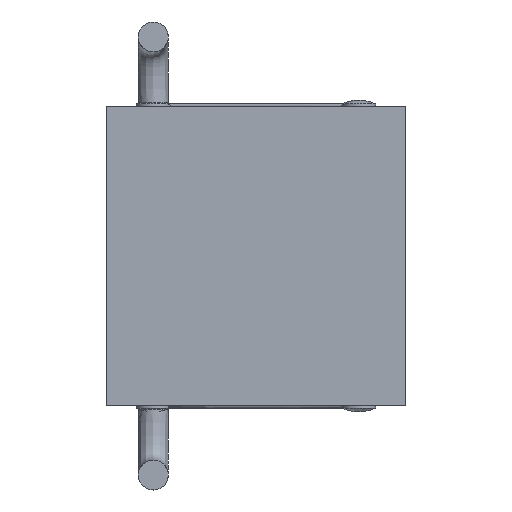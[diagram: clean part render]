
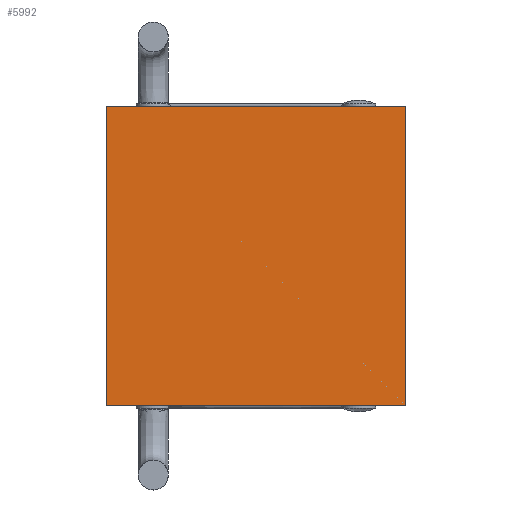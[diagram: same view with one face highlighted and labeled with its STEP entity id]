
A CAD part, front view. The second image highlights one B-rep face of the part: STEP entity #5992.
In plain terms, the highlighted planar face has unit normal (0, -1, 0).
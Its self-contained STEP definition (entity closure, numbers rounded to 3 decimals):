
#429 = CARTESIAN_POINT ( 'NONE',  ( -3.5, -0.51, 3.5 ) ) ;
#687 = DIRECTION ( 'NONE',  ( 0., 0., 1. ) ) ;
#1467 = VERTEX_POINT ( 'NONE', #7739 ) ;
#1694 = EDGE_CURVE ( 'NONE', #6552, #2563, #9672, .T. ) ;
#1703 = CARTESIAN_POINT ( 'NONE',  ( -3.5, -0.51, -3.5 ) ) ;
#2052 = CARTESIAN_POINT ( 'NONE',  ( 3.5, -0.51, -3.5 ) ) ;
#2455 = EDGE_CURVE ( 'NONE', #2563, #1467, #7436, .T. ) ;
#2466 = VERTEX_POINT ( 'NONE', #8182 ) ;
#2520 = LINE ( 'NONE', #6887, #8356 ) ;
#2563 = VERTEX_POINT ( 'NONE', #9449 ) ;
#2692 = EDGE_CURVE ( 'NONE', #2466, #6552, #7831, .T. ) ;
#3271 = CARTESIAN_POINT ( 'NONE',  ( 0., -0.51, 0. ) ) ;
#3518 = VECTOR ( 'NONE', #687, 1000. ) ;
#3670 = ORIENTED_EDGE ( 'NONE', *, *, #1694, .T. ) ;
#4059 = DIRECTION ( 'NONE',  ( 0., 0., -1. ) ) ;
#5183 = EDGE_LOOP ( 'NONE', ( #3670, #10077, #8614, #8693 ) ) ;
#5313 = CARTESIAN_POINT ( 'NONE',  ( 3.5, -0.51, 3.5 ) ) ;
#5392 = AXIS2_PLACEMENT_3D ( 'NONE', #3271, #8876, #4059 ) ;
#5437 = VECTOR ( 'NONE', #9626, 1000. ) ;
#5761 = DIRECTION ( 'NONE',  ( -1., 0., 0. ) ) ;
#5992 = ADVANCED_FACE ( 'NONE', ( #6623 ), #8035, .T. ) ;
#6552 = VERTEX_POINT ( 'NONE', #2052 ) ;
#6623 = FACE_OUTER_BOUND ( 'NONE', #5183, .T. ) ;
#6631 = EDGE_CURVE ( 'NONE', #1467, #2466, #2520, .T. ) ;
#6887 = CARTESIAN_POINT ( 'NONE',  ( -3.5, -0.51, 3.5 ) ) ;
#7436 = LINE ( 'NONE', #429, #9581 ) ;
#7699 = DIRECTION ( 'NONE',  ( 0., 0., -1. ) ) ;
#7739 = CARTESIAN_POINT ( 'NONE',  ( -3.5, -0.51, 3.5 ) ) ;
#7831 = LINE ( 'NONE', #1703, #5437 ) ;
#8035 = PLANE ( 'NONE',  #5392 ) ;
#8182 = CARTESIAN_POINT ( 'NONE',  ( -3.5, -0.51, -3.5 ) ) ;
#8356 = VECTOR ( 'NONE', #7699, 1000. ) ;
#8614 = ORIENTED_EDGE ( 'NONE', *, *, #6631, .T. ) ;
#8693 = ORIENTED_EDGE ( 'NONE', *, *, #2692, .T. ) ;
#8876 = DIRECTION ( 'NONE',  ( 0., -1., 0. ) ) ;
#9449 = CARTESIAN_POINT ( 'NONE',  ( 3.5, -0.51, 3.5 ) ) ;
#9581 = VECTOR ( 'NONE', #5761, 1000. ) ;
#9626 = DIRECTION ( 'NONE',  ( 1., 0., 0. ) ) ;
#9672 = LINE ( 'NONE', #5313, #3518 ) ;
#10077 = ORIENTED_EDGE ( 'NONE', *, *, #2455, .T. ) ;
